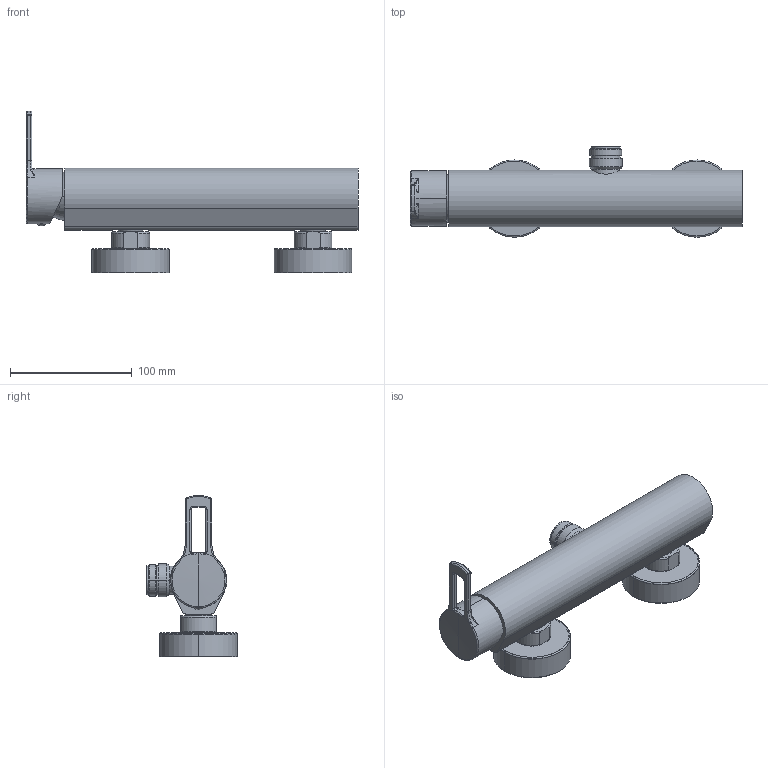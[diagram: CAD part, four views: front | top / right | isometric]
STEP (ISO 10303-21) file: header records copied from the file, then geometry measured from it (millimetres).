
FILE_DESCRIPTION((''),'2;1');
FILE_NAME('RIN168RCR','2021-04-29T10:46:13',('ut3'),('PAFFONI SpA'),'CREO PARAMETRIC BY PTC INC, 2020044','CREO PARAMETRIC BY PTC INC, 2020044','');
FILE_SCHEMA(('CONFIG_CONTROL_DESIGN','SHAPE_APPEARANCE_LAYERS_GROUPS'));
Products named in the file (1): RIN168RCR
Bounding box: 273 x 74.2 x 132.95 mm (x, y, z)
Volume: 269948.2 mm3; surface area: 164781.9 mm2
Topology: 2 solids, 2 shells, 1559 faces, 3958 edges, 2444 vertices
Faces by surface type: plane 748, cylinder 426, torus 147, cone 128, bspline 68, sphere 42
Entity records: 69086 total; most frequent: CARTESIAN_POINT 21108, ORIENTED_EDGE 7892, DIRECTION 7587, EDGE_CURVE 3946, AXIS2_PLACEMENT_3D 2791, VERTEX_POINT 2444, VECTOR 2005, LINE 2005
